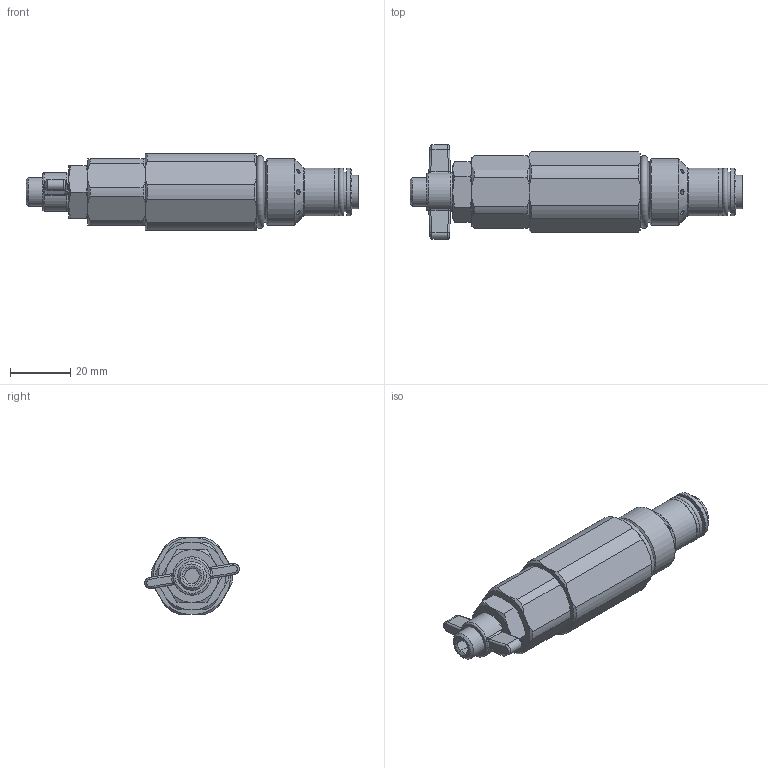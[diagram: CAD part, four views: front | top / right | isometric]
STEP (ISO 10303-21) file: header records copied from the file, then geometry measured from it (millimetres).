
FILE_DESCRIPTION((''),'2;1');
FILE_NAME('HSLR603.stp','2016-03-04T15:35:24',('JGroves'),(''),'Autodesk Inventor 2012','Autodesk Inventor 2012','');
FILE_SCHEMA(('AUTOMOTIVE_DESIGN { 1 0 10303 214 1 1 1 1 }'));
Length unit declared in the file: inch
Products named in the file (1): L401029HS06(HSLR603-P-07-4 )_Shrinkwrap_1
Bounding box: 110.24 x 31.36 x 25.4 mm (x, y, z)
Surface area: 11813.1 mm2 (no closed solid volume)
Topology: 0 solids, 14 shells, 169 faces, 452 edges, 293 vertices
Faces by surface type: plane 51, cylinder 46, cone 41, bspline 24, torus 6, sphere 1
Full cylindrical faces by diameter (mm): 1.588 x8, 9.525 x1, 11.176 x1, 12.446 x1, 13.081 x1, 13.106 x1, 15.799 x1, 15.875 x2, 19.685 x1, 22.225 x1
Entity records: 6269 total; most frequent: CARTESIAN_POINT 2300, ORIENTED_EDGE 775, DIRECTION 702, EDGE_CURVE 412, AXIS2_PLACEMENT_3D 292, VERTEX_POINT 282, EDGE_LOOP 222, FACE_OUTER_BOUND 169
